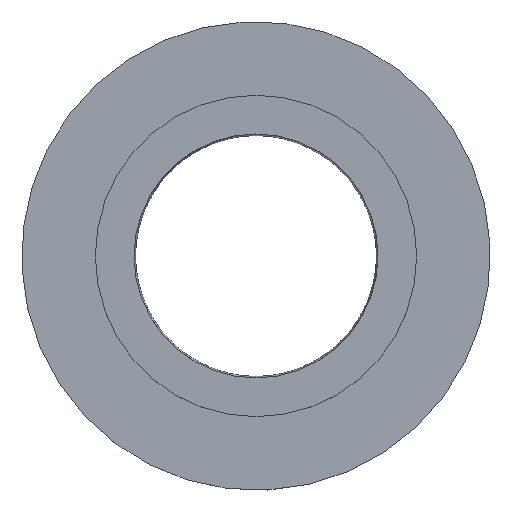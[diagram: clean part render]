
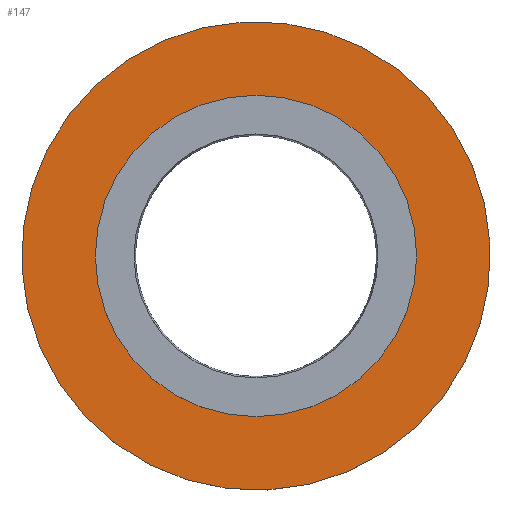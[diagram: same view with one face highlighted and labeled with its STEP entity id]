
A CAD part, top view. The second image highlights one B-rep face of the part: STEP entity #147.
In plain terms, the highlighted planar face has unit normal (0, 0, 1).
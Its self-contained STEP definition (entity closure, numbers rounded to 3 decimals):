
#84=CARTESIAN_POINT('',(-4.219,-33.989,69.3));
#85=VERTEX_POINT('',#84);
#86=CARTESIAN_POINT('',(0.,0.,69.3));
#87=DIRECTION('',(0.,0.,-1.0));
#88=DIRECTION('',(0.123,0.992,0.));
#89=AXIS2_PLACEMENT_3D('',#86,#87,#88);
#90=CIRCLE('',#89,34.25);
#91=EDGE_CURVE('',#85,#85,#90,.T.);
#112=CARTESIAN_POINT('',(-7.453,-60.039,69.3));
#113=VERTEX_POINT('',#112);
#114=CARTESIAN_POINT('',(0.,0.,69.3));
#115=DIRECTION('',(0.,0.,1.0));
#116=DIRECTION('',(0.123,0.992,0.));
#117=AXIS2_PLACEMENT_3D('',#114,#115,#116);
#118=CIRCLE('',#117,60.5);
#119=EDGE_CURVE('',#113,#113,#118,.T.);
#136=CARTESIAN_POINT('',(0.,0.,69.3));
#137=DIRECTION('',(0.0,0.0,1.0));
#138=DIRECTION('',(0.123,0.992,0.0));
#139=AXIS2_PLACEMENT_3D('',#136,#137,#138);
#140=PLANE('',#139);
#141=ORIENTED_EDGE('',*,*,#119,.T.);
#142=EDGE_LOOP('',(#141));
#143=FACE_OUTER_BOUND('',#142,.T.);
#144=ORIENTED_EDGE('',*,*,#91,.T.);
#145=EDGE_LOOP('',(#144));
#146=FACE_BOUND('',#145,.T.);
#147=ADVANCED_FACE('',(#143,#146),#140,.T.);
